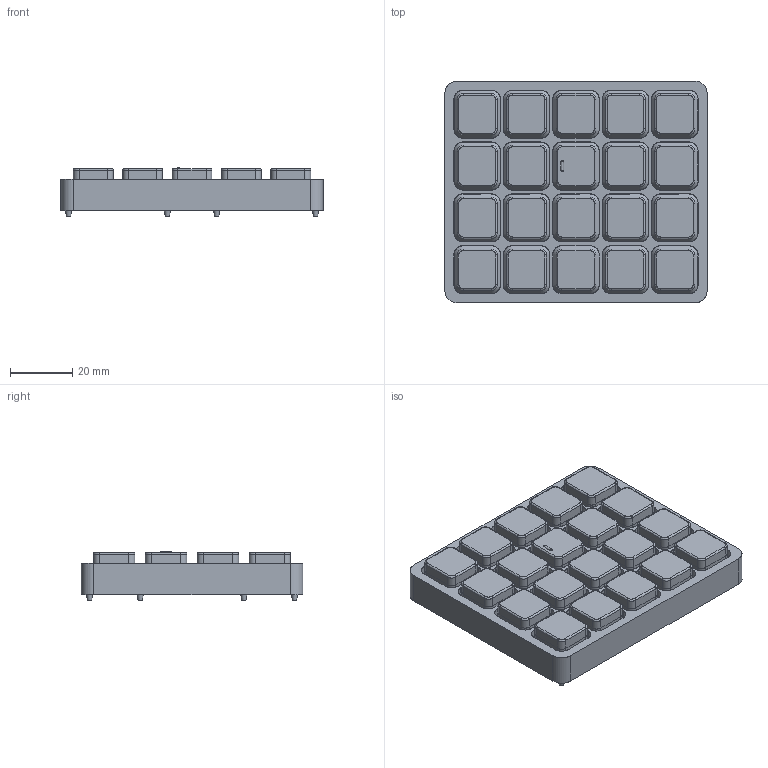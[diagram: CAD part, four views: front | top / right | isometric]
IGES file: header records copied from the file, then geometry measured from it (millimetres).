
Global section: file name: Z2-3D.MC9; native system: MASTERCAM; preprocessor: 1; date: 100412.212515; units: millimetre
Bounding box: 84.3 x 71.3 x 15.9 mm (x, y, z)
Surface area: 41235 mm2 (no closed solid volume)
Topology: 0 solids, 0 shells, 1371 faces, 24038 edges, 26004 vertices
Faces by surface type: bspline 1371
